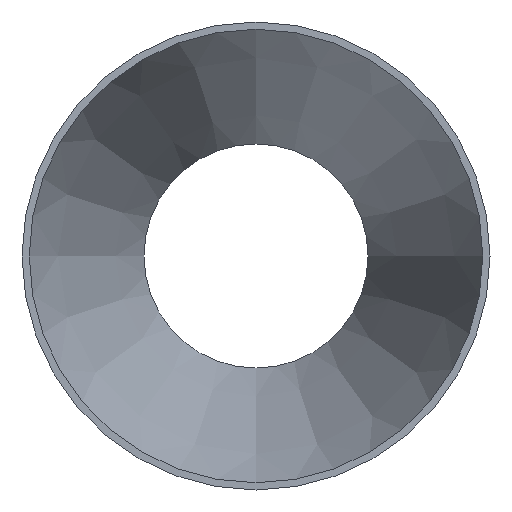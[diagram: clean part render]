
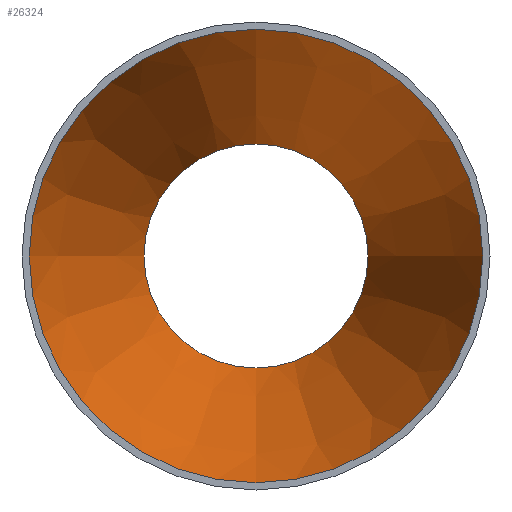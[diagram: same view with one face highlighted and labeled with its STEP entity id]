
A CAD part, front view. The second image highlights one B-rep face of the part: STEP entity #26324.
In plain terms, the highlighted conical face has half-angle 18.208 degrees and reference radius 98.842 mm.
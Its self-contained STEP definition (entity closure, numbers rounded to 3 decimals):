
#135 = CARTESIAN_POINT ( 'NONE',  ( 0., 152., -48.842 ) ) ;
#1384 = CONICAL_SURFACE ( 'NONE', #17975, 98.842, 0.318 ) ;
#2141 = DIRECTION ( 'NONE',  ( 0., 0., -1. ) ) ;
#2286 = CARTESIAN_POINT ( 'NONE',  ( 0., 152., 0. ) ) ;
#2513 = VERTEX_POINT ( 'NONE', #4888 ) ;
#4106 = ORIENTED_EDGE ( 'NONE', *, *, #19165, .T. ) ;
#4888 = CARTESIAN_POINT ( 'NONE',  ( 0., 0., -98.842 ) ) ;
#5777 = DIRECTION ( 'NONE',  ( 0., 0., -1. ) ) ;
#5931 = CIRCLE ( 'NONE', #8779, 98.842 ) ;
#6155 = EDGE_LOOP ( 'NONE', ( #4106 ) ) ;
#7754 = EDGE_LOOP ( 'NONE', ( #12194 ) ) ;
#7854 = FACE_BOUND ( 'NONE', #7754, .T. ) ;
#8463 = CARTESIAN_POINT ( 'NONE',  ( 0., 0., 0. ) ) ;
#8779 = AXIS2_PLACEMENT_3D ( 'NONE', #8463, #17680, #11153 ) ;
#11153 = DIRECTION ( 'NONE',  ( 0., 0., -1. ) ) ;
#11613 = CIRCLE ( 'NONE', #26779, 48.842 ) ;
#12194 = ORIENTED_EDGE ( 'NONE', *, *, #28042, .F. ) ;
#15284 = FACE_OUTER_BOUND ( 'NONE', #6155, .T. ) ;
#17680 = DIRECTION ( 'NONE',  ( 0., -1., 0. ) ) ;
#17975 = AXIS2_PLACEMENT_3D ( 'NONE', #19435, #21376, #5777 ) ;
#18544 = VERTEX_POINT ( 'NONE', #135 ) ;
#19165 = EDGE_CURVE ( 'NONE', #2513, #2513, #5931, .T. ) ;
#19435 = CARTESIAN_POINT ( 'NONE',  ( 0., 0., 0. ) ) ;
#20120 = DIRECTION ( 'NONE',  ( 0., -1., 0. ) ) ;
#21376 = DIRECTION ( 'NONE',  ( 0., -1., 0. ) ) ;
#26324 = ADVANCED_FACE ( 'NONE', ( #7854, #15284 ), #1384, .F. ) ;
#26779 = AXIS2_PLACEMENT_3D ( 'NONE', #2286, #20120, #2141 ) ;
#28042 = EDGE_CURVE ( 'NONE', #18544, #18544, #11613, .T. ) ;
